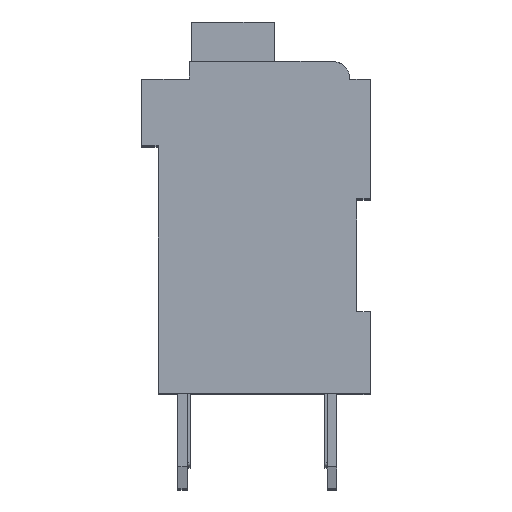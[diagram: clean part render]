
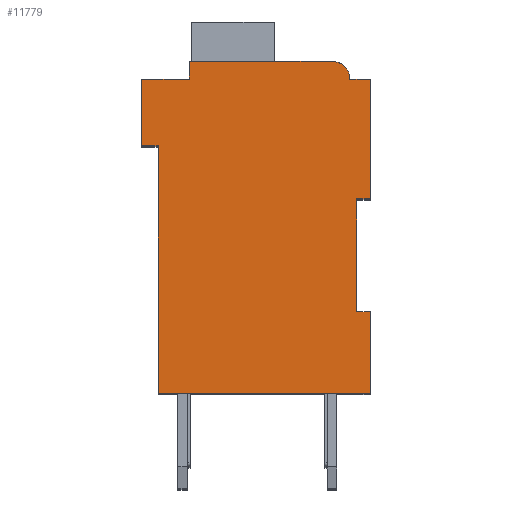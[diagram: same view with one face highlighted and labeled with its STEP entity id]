
A CAD part, top view. The second image highlights one B-rep face of the part: STEP entity #11779.
In plain terms, the highlighted planar face has unit normal (0, 0, 1).
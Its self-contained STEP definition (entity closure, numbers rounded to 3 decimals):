
#1984=DIRECTION('',(1.,0.,0.));
#1985=VECTOR('',#1984,0.5);
#1986=CARTESIAN_POINT('',(7.3,7.15,2.1));
#1987=LINE('',#1986,#1985);
#1988=DIRECTION('',(0.,1.,0.));
#1989=VECTOR('',#1988,4.15);
#1990=CARTESIAN_POINT('',(7.3,3.,2.1));
#1991=LINE('',#1990,#1989);
#1992=DIRECTION('',(-1.,0.,0.));
#1993=VECTOR('',#1992,0.5);
#1994=CARTESIAN_POINT('',(7.8,3.,2.1));
#1995=LINE('',#1994,#1993);
#1996=DIRECTION('',(0.,1.,0.));
#1997=VECTOR('',#1996,3.);
#1998=CARTESIAN_POINT('',(7.8,0.,2.1));
#1999=LINE('',#1998,#1997);
#2000=DIRECTION('',(1.,0.,0.));
#2001=VECTOR('',#2000,7.8);
#2002=CARTESIAN_POINT('',(0.,0.,2.1));
#2003=LINE('',#2002,#2001);
#2004=DIRECTION('',(0.,-1.,0.));
#2005=VECTOR('',#2004,9.1);
#2006=CARTESIAN_POINT('',(0.,9.1,2.1));
#2007=LINE('',#2006,#2005);
#2008=DIRECTION('',(1.,0.,0.));
#2009=VECTOR('',#2008,0.6);
#2010=CARTESIAN_POINT('',(-0.6,9.1,2.1));
#2011=LINE('',#2010,#2009);
#2012=DIRECTION('',(0.,-1.,0.));
#2013=VECTOR('',#2012,2.45);
#2014=CARTESIAN_POINT('',(-0.6,11.55,2.1));
#2015=LINE('',#2014,#2013);
#2016=DIRECTION('',(-1.,0.,0.));
#2017=VECTOR('',#2016,1.75);
#2018=CARTESIAN_POINT('',(1.15,11.55,2.1));
#2019=LINE('',#2018,#2017);
#2020=DIRECTION('',(0.,-1.,0.));
#2021=VECTOR('',#2020,0.65);
#2022=CARTESIAN_POINT('',(1.15,12.2,2.1));
#2023=LINE('',#2022,#2021);
#2024=DIRECTION('',(-1.,0.,0.));
#2025=VECTOR('',#2024,5.25);
#2026=CARTESIAN_POINT('',(6.4,12.2,2.1));
#2027=LINE('',#2026,#2025);
#2028=CARTESIAN_POINT('',(6.4,11.55,2.1));
#2029=DIRECTION('',(0.,0.,1.));
#2030=DIRECTION('',(1.,0.,0.));
#2031=AXIS2_PLACEMENT_3D('',#2028,#2029,#2030);
#2033=DIRECTION('',(-1.,0.,0.));
#2034=VECTOR('',#2033,0.75);
#2035=CARTESIAN_POINT('',(7.8,11.55,2.1));
#2036=LINE('',#2035,#2034);
#2037=DIRECTION('',(0.,1.,0.));
#2038=VECTOR('',#2037,4.4);
#2039=CARTESIAN_POINT('',(7.8,7.15,2.1));
#2040=LINE('',#2039,#2038);
#7579=CARTESIAN_POINT('',(7.3,7.15,2.1));
#7580=CARTESIAN_POINT('',(7.8,7.15,2.1));
#7581=VERTEX_POINT('',#7579);
#7582=VERTEX_POINT('',#7580);
#7583=CARTESIAN_POINT('',(7.8,11.55,2.1));
#7584=VERTEX_POINT('',#7583);
#7585=CARTESIAN_POINT('',(7.05,11.55,2.1));
#7586=VERTEX_POINT('',#7585);
#7587=CARTESIAN_POINT('',(6.4,12.2,2.1));
#7588=VERTEX_POINT('',#7587);
#7589=CARTESIAN_POINT('',(1.15,12.2,2.1));
#7590=VERTEX_POINT('',#7589);
#7591=CARTESIAN_POINT('',(1.15,11.55,2.1));
#7592=VERTEX_POINT('',#7591);
#7593=CARTESIAN_POINT('',(-0.6,11.55,2.1));
#7594=VERTEX_POINT('',#7593);
#7595=CARTESIAN_POINT('',(-0.6,9.1,2.1));
#7596=VERTEX_POINT('',#7595);
#7597=CARTESIAN_POINT('',(0.,9.1,2.1));
#7598=VERTEX_POINT('',#7597);
#7599=CARTESIAN_POINT('',(0.,0.,2.1));
#7600=VERTEX_POINT('',#7599);
#7601=CARTESIAN_POINT('',(7.8,0.,2.1));
#7602=VERTEX_POINT('',#7601);
#7603=CARTESIAN_POINT('',(7.8,3.,2.1));
#7604=VERTEX_POINT('',#7603);
#7605=CARTESIAN_POINT('',(7.3,3.,2.1));
#7606=VERTEX_POINT('',#7605);
#11755=CARTESIAN_POINT('',(0.,0.,2.1));
#11756=DIRECTION('',(0.,0.,1.));
#11757=DIRECTION('',(1.,0.,0.));
#11758=AXIS2_PLACEMENT_3D('',#11755,#11756,#11757);
#11759=PLANE('',#11758);
#11760=ORIENTED_EDGE('',*,*,#9956,.F.);
#11761=ORIENTED_EDGE('',*,*,#10363,.F.);
#11763=ORIENTED_EDGE('',*,*,#11762,.F.);
#11765=ORIENTED_EDGE('',*,*,#11764,.F.);
#11767=ORIENTED_EDGE('',*,*,#11766,.F.);
#11768=ORIENTED_EDGE('',*,*,#10510,.F.);
#11769=ORIENTED_EDGE('',*,*,#10598,.F.);
#11770=ORIENTED_EDGE('',*,*,#10752,.F.);
#11771=ORIENTED_EDGE('',*,*,#10911,.F.);
#11772=ORIENTED_EDGE('',*,*,#10980,.F.);
#11773=ORIENTED_EDGE('',*,*,#11242,.F.);
#11774=ORIENTED_EDGE('',*,*,#11613,.F.);
#11775=ORIENTED_EDGE('',*,*,#11525,.F.);
#11776=ORIENTED_EDGE('',*,*,#10179,.F.);
#11777=EDGE_LOOP('',(#11760,#11761,#11763,#11765,#11767,#11768,#11769,#11770,
#11771,#11772,#11773,#11774,#11775,#11776));
#11778=FACE_OUTER_BOUND('',#11777,.F.);
#2032=CIRCLE('',#2031,0.65);
#9956=EDGE_CURVE('',#7581,#7582,#1987,.T.);
#10179=EDGE_CURVE('',#7582,#7584,#2040,.T.);
#10363=EDGE_CURVE('',#7606,#7581,#1991,.T.);
#10510=EDGE_CURVE('',#7598,#7600,#2007,.T.);
#10598=EDGE_CURVE('',#7596,#7598,#2011,.T.);
#10752=EDGE_CURVE('',#7594,#7596,#2015,.T.);
#10911=EDGE_CURVE('',#7592,#7594,#2019,.T.);
#10980=EDGE_CURVE('',#7590,#7592,#2023,.T.);
#11242=EDGE_CURVE('',#7588,#7590,#2027,.T.);
#11525=EDGE_CURVE('',#7584,#7586,#2036,.T.);
#11613=EDGE_CURVE('',#7586,#7588,#2032,.T.);
#11762=EDGE_CURVE('',#7604,#7606,#1995,.T.);
#11764=EDGE_CURVE('',#7602,#7604,#1999,.T.);
#11766=EDGE_CURVE('',#7600,#7602,#2003,.T.);
#11779=ADVANCED_FACE('',(#11778),#11759,.T.);
